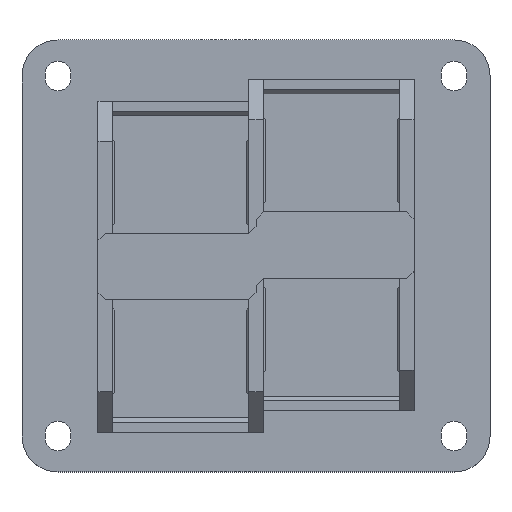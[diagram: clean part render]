
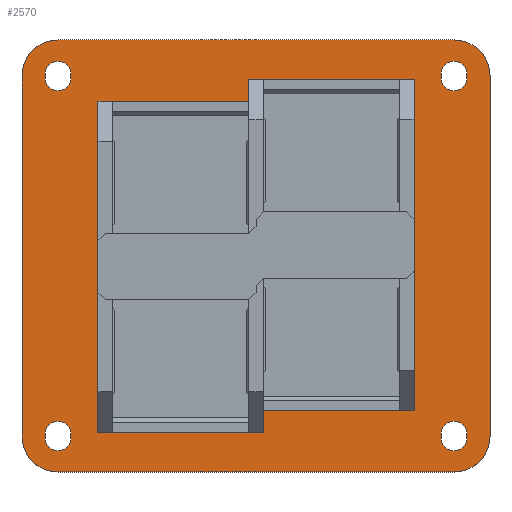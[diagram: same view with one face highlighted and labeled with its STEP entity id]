
A CAD part, top view. The second image highlights one B-rep face of the part: STEP entity #2570.
In plain terms, the highlighted planar face has unit normal (0, 0, 1).
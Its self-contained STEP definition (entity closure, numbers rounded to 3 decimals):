
#35=FACE_BOUND('',#232,.T.);
#36=FACE_BOUND('',#233,.T.);
#37=FACE_BOUND('',#234,.T.);
#38=FACE_BOUND('',#235,.T.);
#39=FACE_BOUND('',#236,.T.);
#52=CIRCLE('',#2725,5.);
#53=CIRCLE('',#2726,5.);
#54=CIRCLE('',#2727,5.);
#55=CIRCLE('',#2728,5.);
#56=CIRCLE('',#2729,1.8);
#57=CIRCLE('',#2730,1.8);
#58=CIRCLE('',#2731,1.8);
#59=CIRCLE('',#2732,1.8);
#60=CIRCLE('',#2733,1.8);
#61=CIRCLE('',#2734,1.8);
#62=CIRCLE('',#2735,1.8);
#63=CIRCLE('',#2736,1.8);
#92=FACE_OUTER_BOUND('',#231,.T.);
#231=EDGE_LOOP('',(#1765,#1766,#1767,#1768,#1769,#1770,#1771,#1772));
#232=EDGE_LOOP('',(#1773,#1774,#1775,#1776));
#233=EDGE_LOOP('',(#1777,#1778,#1779,#1780));
#234=EDGE_LOOP('',(#1781,#1782,#1783,#1784));
#235=EDGE_LOOP('',(#1785,#1786,#1787,#1788));
#236=EDGE_LOOP('',(#1789,#1790,#1791,#1792,#1793,#1794,#1795,#1796));
#378=LINE('',#3574,#726);
#412=LINE('',#3643,#760);
#435=LINE('',#3692,#783);
#436=LINE('',#3696,#784);
#437=LINE('',#3700,#785);
#438=LINE('',#3703,#786);
#439=LINE('',#3708,#787);
#440=LINE('',#3711,#788);
#441=LINE('',#3716,#789);
#442=LINE('',#3719,#790);
#443=LINE('',#3724,#791);
#444=LINE('',#3727,#792);
#445=LINE('',#3732,#793);
#446=LINE('',#3735,#794);
#447=LINE('',#3738,#795);
#448=LINE('',#3739,#796);
#449=LINE('',#3741,#797);
#450=LINE('',#3743,#798);
#451=LINE('',#3744,#799);
#452=LINE('',#3745,#800);
#726=VECTOR('',#2888,10.);
#760=VECTOR('',#2938,10.);
#783=VECTOR('',#2977,10.);
#784=VECTOR('',#2980,10.);
#785=VECTOR('',#2983,10.);
#786=VECTOR('',#2986,10.);
#787=VECTOR('',#2989,10.);
#788=VECTOR('',#2992,10.);
#789=VECTOR('',#2995,10.);
#790=VECTOR('',#2998,10.);
#791=VECTOR('',#3001,10.);
#792=VECTOR('',#3004,10.);
#793=VECTOR('',#3007,10.);
#794=VECTOR('',#3010,10.);
#795=VECTOR('',#3011,10.);
#796=VECTOR('',#3012,10.);
#797=VECTOR('',#3013,10.);
#798=VECTOR('',#3014,10.);
#799=VECTOR('',#3015,10.);
#800=VECTOR('',#3016,10.);
#1073=VERTEX_POINT('',#3571);
#1074=VERTEX_POINT('',#3573);
#1100=VERTEX_POINT('',#3640);
#1101=VERTEX_POINT('',#3642);
#1117=VERTEX_POINT('',#3688);
#1118=VERTEX_POINT('',#3689);
#1119=VERTEX_POINT('',#3691);
#1120=VERTEX_POINT('',#3693);
#1121=VERTEX_POINT('',#3695);
#1122=VERTEX_POINT('',#3697);
#1123=VERTEX_POINT('',#3699);
#1124=VERTEX_POINT('',#3701);
#1125=VERTEX_POINT('',#3704);
#1126=VERTEX_POINT('',#3705);
#1127=VERTEX_POINT('',#3707);
#1128=VERTEX_POINT('',#3709);
#1129=VERTEX_POINT('',#3712);
#1130=VERTEX_POINT('',#3713);
#1131=VERTEX_POINT('',#3715);
#1132=VERTEX_POINT('',#3717);
#1133=VERTEX_POINT('',#3720);
#1134=VERTEX_POINT('',#3721);
#1135=VERTEX_POINT('',#3723);
#1136=VERTEX_POINT('',#3725);
#1137=VERTEX_POINT('',#3728);
#1138=VERTEX_POINT('',#3729);
#1139=VERTEX_POINT('',#3731);
#1140=VERTEX_POINT('',#3733);
#1141=VERTEX_POINT('',#3736);
#1142=VERTEX_POINT('',#3737);
#1143=VERTEX_POINT('',#3740);
#1144=VERTEX_POINT('',#3742);
#1318=EDGE_CURVE('',#1074,#1073,#378,.F.);
#1352=EDGE_CURVE('',#1101,#1100,#412,.F.);
#1375=EDGE_CURVE('',#1117,#1118,#52,.T.);
#1376=EDGE_CURVE('',#1118,#1119,#435,.T.);
#1377=EDGE_CURVE('',#1119,#1120,#53,.T.);
#1378=EDGE_CURVE('',#1120,#1121,#436,.T.);
#1379=EDGE_CURVE('',#1121,#1122,#54,.T.);
#1380=EDGE_CURVE('',#1122,#1123,#437,.T.);
#1381=EDGE_CURVE('',#1123,#1124,#55,.T.);
#1382=EDGE_CURVE('',#1124,#1117,#438,.T.);
#1383=EDGE_CURVE('',#1125,#1126,#56,.T.);
#1384=EDGE_CURVE('',#1126,#1127,#439,.T.);
#1385=EDGE_CURVE('',#1127,#1128,#57,.T.);
#1386=EDGE_CURVE('',#1128,#1125,#440,.T.);
#1387=EDGE_CURVE('',#1129,#1130,#58,.T.);
#1388=EDGE_CURVE('',#1130,#1131,#441,.T.);
#1389=EDGE_CURVE('',#1131,#1132,#59,.T.);
#1390=EDGE_CURVE('',#1132,#1129,#442,.T.);
#1391=EDGE_CURVE('',#1133,#1134,#60,.T.);
#1392=EDGE_CURVE('',#1134,#1135,#443,.T.);
#1393=EDGE_CURVE('',#1135,#1136,#61,.T.);
#1394=EDGE_CURVE('',#1136,#1133,#444,.T.);
#1395=EDGE_CURVE('',#1137,#1138,#62,.T.);
#1396=EDGE_CURVE('',#1138,#1139,#445,.T.);
#1397=EDGE_CURVE('',#1139,#1140,#63,.T.);
#1398=EDGE_CURVE('',#1140,#1137,#446,.T.);
#1399=EDGE_CURVE('',#1141,#1142,#447,.T.);
#1400=EDGE_CURVE('',#1142,#1074,#448,.T.);
#1401=EDGE_CURVE('',#1073,#1143,#449,.T.);
#1402=EDGE_CURVE('',#1143,#1144,#450,.T.);
#1403=EDGE_CURVE('',#1144,#1101,#451,.T.);
#1404=EDGE_CURVE('',#1100,#1141,#452,.T.);
#1765=ORIENTED_EDGE('',*,*,#1375,.T.);
#1766=ORIENTED_EDGE('',*,*,#1376,.T.);
#1767=ORIENTED_EDGE('',*,*,#1377,.T.);
#1768=ORIENTED_EDGE('',*,*,#1378,.T.);
#1769=ORIENTED_EDGE('',*,*,#1379,.T.);
#1770=ORIENTED_EDGE('',*,*,#1380,.T.);
#1771=ORIENTED_EDGE('',*,*,#1381,.T.);
#1772=ORIENTED_EDGE('',*,*,#1382,.T.);
#1773=ORIENTED_EDGE('',*,*,#1383,.T.);
#1774=ORIENTED_EDGE('',*,*,#1384,.T.);
#1775=ORIENTED_EDGE('',*,*,#1385,.T.);
#1776=ORIENTED_EDGE('',*,*,#1386,.T.);
#1777=ORIENTED_EDGE('',*,*,#1387,.T.);
#1778=ORIENTED_EDGE('',*,*,#1388,.T.);
#1779=ORIENTED_EDGE('',*,*,#1389,.T.);
#1780=ORIENTED_EDGE('',*,*,#1390,.T.);
#1781=ORIENTED_EDGE('',*,*,#1391,.T.);
#1782=ORIENTED_EDGE('',*,*,#1392,.T.);
#1783=ORIENTED_EDGE('',*,*,#1393,.T.);
#1784=ORIENTED_EDGE('',*,*,#1394,.T.);
#1785=ORIENTED_EDGE('',*,*,#1395,.T.);
#1786=ORIENTED_EDGE('',*,*,#1396,.T.);
#1787=ORIENTED_EDGE('',*,*,#1397,.T.);
#1788=ORIENTED_EDGE('',*,*,#1398,.T.);
#1789=ORIENTED_EDGE('',*,*,#1399,.T.);
#1790=ORIENTED_EDGE('',*,*,#1400,.T.);
#1791=ORIENTED_EDGE('',*,*,#1318,.T.);
#1792=ORIENTED_EDGE('',*,*,#1401,.T.);
#1793=ORIENTED_EDGE('',*,*,#1402,.T.);
#1794=ORIENTED_EDGE('',*,*,#1403,.T.);
#1795=ORIENTED_EDGE('',*,*,#1352,.T.);
#1796=ORIENTED_EDGE('',*,*,#1404,.T.);
#2443=PLANE('',#2724);
#2570=ADVANCED_FACE('',(#92,#35,#36,#37,#38,#39),#2443,.T.);
#2724=AXIS2_PLACEMENT_3D('',#3687,#2973,#2974);
#2725=AXIS2_PLACEMENT_3D('',#3690,#2975,#2976);
#2726=AXIS2_PLACEMENT_3D('',#3694,#2978,#2979);
#2727=AXIS2_PLACEMENT_3D('',#3698,#2981,#2982);
#2728=AXIS2_PLACEMENT_3D('',#3702,#2984,#2985);
#2729=AXIS2_PLACEMENT_3D('',#3706,#2987,#2988);
#2730=AXIS2_PLACEMENT_3D('',#3710,#2990,#2991);
#2731=AXIS2_PLACEMENT_3D('',#3714,#2993,#2994);
#2732=AXIS2_PLACEMENT_3D('',#3718,#2996,#2997);
#2733=AXIS2_PLACEMENT_3D('',#3722,#2999,#3000);
#2734=AXIS2_PLACEMENT_3D('',#3726,#3002,#3003);
#2735=AXIS2_PLACEMENT_3D('',#3730,#3005,#3006);
#2736=AXIS2_PLACEMENT_3D('',#3734,#3008,#3009);
#2888=DIRECTION('',(0.,1.,0.));
#2938=DIRECTION('',(0.,-1.,0.));
#2973=DIRECTION('center_axis',(0.,0.,1.));
#2974=DIRECTION('ref_axis',(1.,0.,0.));
#2975=DIRECTION('center_axis',(0.,0.,1.));
#2976=DIRECTION('ref_axis',(-1.,0.,0.));
#2977=DIRECTION('',(1.,0.,0.));
#2978=DIRECTION('center_axis',(0.,0.,1.));
#2979=DIRECTION('ref_axis',(0.,-1.,0.));
#2980=DIRECTION('',(0.,1.,0.));
#2981=DIRECTION('center_axis',(0.,0.,1.));
#2982=DIRECTION('ref_axis',(1.,0.,0.));
#2983=DIRECTION('',(-1.,0.,0.));
#2984=DIRECTION('center_axis',(0.,0.,1.));
#2985=DIRECTION('ref_axis',(0.,1.,0.));
#2986=DIRECTION('',(0.,-1.,0.));
#2987=DIRECTION('center_axis',(0.,0.,-1.));
#2988=DIRECTION('ref_axis',(-1.,0.,0.));
#2989=DIRECTION('',(0.,1.,0.));
#2990=DIRECTION('center_axis',(0.,0.,-1.));
#2991=DIRECTION('ref_axis',(1.,0.,0.));
#2992=DIRECTION('',(0.,-1.,0.));
#2993=DIRECTION('center_axis',(0.,0.,-1.));
#2994=DIRECTION('ref_axis',(1.,0.,0.));
#2995=DIRECTION('',(0.,-1.,0.));
#2996=DIRECTION('center_axis',(0.,0.,-1.));
#2997=DIRECTION('ref_axis',(-1.,0.,0.));
#2998=DIRECTION('',(0.,1.,0.));
#2999=DIRECTION('center_axis',(0.,0.,-1.));
#3000=DIRECTION('ref_axis',(1.,0.,0.));
#3001=DIRECTION('',(0.,-1.,0.));
#3002=DIRECTION('center_axis',(0.,0.,-1.));
#3003=DIRECTION('ref_axis',(-1.,0.,0.));
#3004=DIRECTION('',(0.,1.,0.));
#3005=DIRECTION('center_axis',(0.,0.,-1.));
#3006=DIRECTION('ref_axis',(-1.,0.,0.));
#3007=DIRECTION('',(0.,1.,0.));
#3008=DIRECTION('center_axis',(0.,0.,-1.));
#3009=DIRECTION('ref_axis',(1.,0.,0.));
#3010=DIRECTION('',(0.,-1.,0.));
#3011=DIRECTION('',(0.,1.,0.));
#3012=DIRECTION('',(1.,0.,0.));
#3013=DIRECTION('',(-1.,0.,0.));
#3014=DIRECTION('',(0.,-1.,0.));
#3015=DIRECTION('',(-1.,0.,0.));
#3016=DIRECTION('',(1.,0.,0.));
#3571=CARTESIAN_POINT('',(-15.55,23.5,3.));
#3573=CARTESIAN_POINT('',(-15.55,69.5,3.));
#3574=CARTESIAN_POINT('',(-15.55,51.5,3.));
#3640=CARTESIAN_POINT('',(-59.45,66.5,3.));
#3642=CARTESIAN_POINT('',(-59.45,20.5,3.));
#3643=CARTESIAN_POINT('',(-59.45,38.5,3.));
#3687=CARTESIAN_POINT('Origin',(-37.5,45.,3.));
#3688=CARTESIAN_POINT('',(-70.,20.,3.));
#3689=CARTESIAN_POINT('',(-65.,15.,3.));
#3690=CARTESIAN_POINT('Origin',(-65.,20.,3.));
#3691=CARTESIAN_POINT('',(-10.,15.,3.));
#3692=CARTESIAN_POINT('',(-10.,15.,3.));
#3693=CARTESIAN_POINT('',(-5.,20.,3.));
#3694=CARTESIAN_POINT('Origin',(-10.,20.,3.));
#3695=CARTESIAN_POINT('',(-5.,70.,3.));
#3696=CARTESIAN_POINT('',(-5.,70.,3.));
#3697=CARTESIAN_POINT('',(-10.,75.,3.));
#3698=CARTESIAN_POINT('Origin',(-10.,70.,3.));
#3699=CARTESIAN_POINT('',(-65.,75.,3.));
#3700=CARTESIAN_POINT('',(-65.,75.,3.));
#3701=CARTESIAN_POINT('',(-70.,70.,3.));
#3702=CARTESIAN_POINT('Origin',(-65.,70.,3.));
#3703=CARTESIAN_POINT('',(-70.,20.,3.));
#3704=CARTESIAN_POINT('',(-8.2,19.75,3.));
#3705=CARTESIAN_POINT('',(-11.8,19.75,3.));
#3706=CARTESIAN_POINT('Origin',(-10.,19.75,3.));
#3707=CARTESIAN_POINT('',(-11.8,20.25,3.));
#3708=CARTESIAN_POINT('',(-11.8,20.25,3.));
#3709=CARTESIAN_POINT('',(-8.2,20.25,3.));
#3710=CARTESIAN_POINT('Origin',(-10.,20.25,3.));
#3711=CARTESIAN_POINT('',(-8.2,19.75,3.));
#3712=CARTESIAN_POINT('',(-66.8,70.25,3.));
#3713=CARTESIAN_POINT('',(-63.2,70.25,3.));
#3714=CARTESIAN_POINT('Origin',(-65.,70.25,3.));
#3715=CARTESIAN_POINT('',(-63.2,69.75,3.));
#3716=CARTESIAN_POINT('',(-63.2,69.75,3.));
#3717=CARTESIAN_POINT('',(-66.8,69.75,3.));
#3718=CARTESIAN_POINT('Origin',(-65.,69.75,3.));
#3719=CARTESIAN_POINT('',(-66.8,70.25,3.));
#3720=CARTESIAN_POINT('',(-11.8,70.25,3.));
#3721=CARTESIAN_POINT('',(-8.2,70.25,3.));
#3722=CARTESIAN_POINT('Origin',(-10.,70.25,3.));
#3723=CARTESIAN_POINT('',(-8.2,69.75,3.));
#3724=CARTESIAN_POINT('',(-8.2,70.25,3.));
#3725=CARTESIAN_POINT('',(-11.8,69.75,3.));
#3726=CARTESIAN_POINT('Origin',(-10.,69.75,3.));
#3727=CARTESIAN_POINT('',(-11.8,69.75,3.));
#3728=CARTESIAN_POINT('',(-63.2,19.75,3.));
#3729=CARTESIAN_POINT('',(-66.8,19.75,3.));
#3730=CARTESIAN_POINT('Origin',(-65.,19.75,3.));
#3731=CARTESIAN_POINT('',(-66.8,20.25,3.));
#3732=CARTESIAN_POINT('',(-66.8,19.75,3.));
#3733=CARTESIAN_POINT('',(-63.2,20.25,3.));
#3734=CARTESIAN_POINT('Origin',(-65.,20.25,3.));
#3735=CARTESIAN_POINT('',(-63.2,20.25,3.));
#3736=CARTESIAN_POINT('',(-38.5,66.5,3.));
#3737=CARTESIAN_POINT('',(-38.5,69.5,3.));
#3738=CARTESIAN_POINT('',(-38.5,51.5,3.));
#3739=CARTESIAN_POINT('',(-37.5,69.5,3.));
#3740=CARTESIAN_POINT('',(-36.5,23.5,3.));
#3741=CARTESIAN_POINT('',(-35.05,23.5,3.));
#3742=CARTESIAN_POINT('',(-36.5,20.5,3.));
#3743=CARTESIAN_POINT('',(-36.5,38.5,3.));
#3744=CARTESIAN_POINT('',(-37.5,20.5,3.));
#3745=CARTESIAN_POINT('',(-39.95,66.5,3.));
